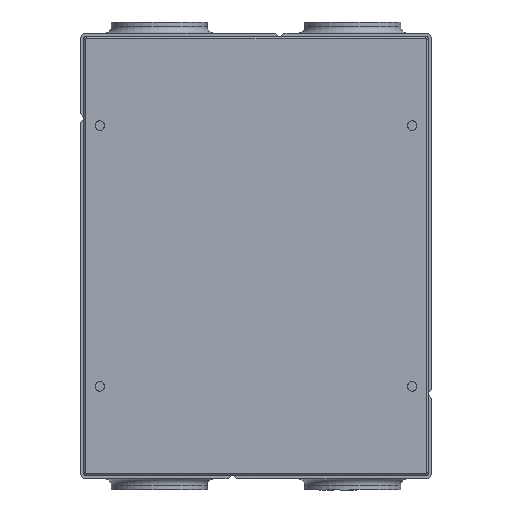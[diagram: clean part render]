
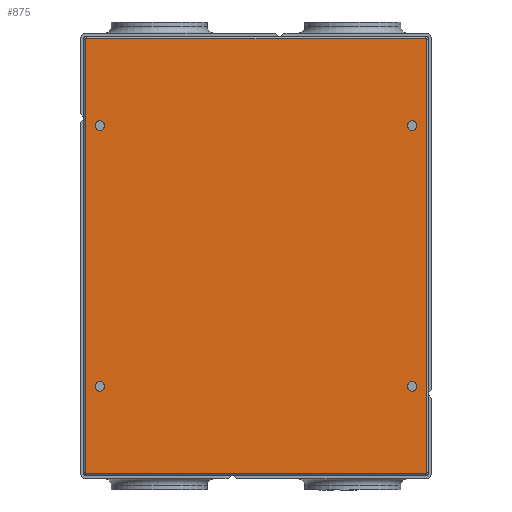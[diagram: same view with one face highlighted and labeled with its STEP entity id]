
A CAD part, front view. The second image highlights one B-rep face of the part: STEP entity #875.
In plain terms, the highlighted face is planar.
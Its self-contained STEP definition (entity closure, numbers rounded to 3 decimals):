
#795=FACE_BOUND('',#1041,.T.);
#796=FACE_BOUND('',#1042,.T.);
#797=FACE_BOUND('',#1043,.T.);
#798=FACE_BOUND('',#1044,.T.);
#799=FACE_BOUND('',#1045,.T.);
#875=ADVANCED_FACE('',(#795,#796,#797,#798,#799),#931,.T.);
#931=PLANE('',#1838);
#1041=EDGE_LOOP('',(#1283,#1284,#1285,#1286,#1287,#1288,#1289,#1290));
#1042=EDGE_LOOP('',(#1291));
#1043=EDGE_LOOP('',(#1292));
#1044=EDGE_LOOP('',(#1293));
#1045=EDGE_LOOP('',(#1294));
#1111=CIRCLE('',#1830,0.5);
#1112=CIRCLE('',#1831,0.5);
#1113=CIRCLE('',#1832,0.5);
#1114=CIRCLE('',#1833,0.5);
#1115=CIRCLE('',#1834,3.);
#1116=CIRCLE('',#1835,3.);
#1117=CIRCLE('',#1836,3.);
#1118=CIRCLE('',#1837,3.);
#1283=ORIENTED_EDGE('',*,*,#1559,.T.);
#1284=ORIENTED_EDGE('',*,*,#1560,.T.);
#1285=ORIENTED_EDGE('',*,*,#1561,.T.);
#1286=ORIENTED_EDGE('',*,*,#1562,.T.);
#1287=ORIENTED_EDGE('',*,*,#1563,.T.);
#1288=ORIENTED_EDGE('',*,*,#1564,.T.);
#1289=ORIENTED_EDGE('',*,*,#1565,.T.);
#1290=ORIENTED_EDGE('',*,*,#1566,.T.);
#1291=ORIENTED_EDGE('',*,*,#1567,.F.);
#1292=ORIENTED_EDGE('',*,*,#1568,.F.);
#1293=ORIENTED_EDGE('',*,*,#1569,.F.);
#1294=ORIENTED_EDGE('',*,*,#1570,.T.);
#1447=VERTEX_POINT('',#2390);
#1448=VERTEX_POINT('',#2391);
#1449=VERTEX_POINT('',#2393);
#1450=VERTEX_POINT('',#2395);
#1451=VERTEX_POINT('',#2397);
#1452=VERTEX_POINT('',#2399);
#1453=VERTEX_POINT('',#2401);
#1454=VERTEX_POINT('',#2403);
#1455=VERTEX_POINT('',#2406);
#1456=VERTEX_POINT('',#2408);
#1457=VERTEX_POINT('',#2410);
#1458=VERTEX_POINT('',#2412);
#1559=EDGE_CURVE('',#1447,#1448,#1667,.T.);
#1560=EDGE_CURVE('',#1448,#1449,#1111,.T.);
#1561=EDGE_CURVE('',#1449,#1450,#1668,.T.);
#1562=EDGE_CURVE('',#1450,#1451,#1112,.T.);
#1563=EDGE_CURVE('',#1451,#1452,#1669,.T.);
#1564=EDGE_CURVE('',#1452,#1453,#1113,.T.);
#1565=EDGE_CURVE('',#1453,#1454,#1670,.T.);
#1566=EDGE_CURVE('',#1454,#1447,#1114,.T.);
#1567=EDGE_CURVE('',#1455,#1455,#1115,.T.);
#1568=EDGE_CURVE('',#1456,#1456,#1116,.T.);
#1569=EDGE_CURVE('',#1457,#1457,#1117,.T.);
#1570=EDGE_CURVE('',#1458,#1458,#1118,.T.);
#1667=LINE('',#2389,#1747);
#1668=LINE('',#2394,#1748);
#1669=LINE('',#2398,#1749);
#1670=LINE('',#2402,#1750);
#1747=VECTOR('',#2062,1.);
#1748=VECTOR('',#2065,1.);
#1749=VECTOR('',#2068,1.);
#1750=VECTOR('',#2071,1.);
#1830=AXIS2_PLACEMENT_3D('',#2392,#2063,#2064);
#1831=AXIS2_PLACEMENT_3D('',#2396,#2066,#2067);
#1832=AXIS2_PLACEMENT_3D('',#2400,#2069,#2070);
#1833=AXIS2_PLACEMENT_3D('',#2404,#2072,#2073);
#1834=AXIS2_PLACEMENT_3D('',#2405,#2074,#2075);
#1835=AXIS2_PLACEMENT_3D('',#2407,#2076,#2077);
#1836=AXIS2_PLACEMENT_3D('',#2409,#2078,#2079);
#1837=AXIS2_PLACEMENT_3D('',#2411,#2080,#2081);
#1838=AXIS2_PLACEMENT_3D('',#2413,#2082,#2083);
#2062=DIRECTION('',(1.,0.,0.));
#2063=DIRECTION('',(0.,0.,1.));
#2064=DIRECTION('',(1.,0.,0.));
#2065=DIRECTION('',(0.,1.,0.));
#2066=DIRECTION('',(0.,0.,1.));
#2067=DIRECTION('',(1.,0.,0.));
#2068=DIRECTION('',(-1.,0.,0.));
#2069=DIRECTION('',(0.,0.,1.));
#2070=DIRECTION('',(1.,0.,0.));
#2071=DIRECTION('',(0.,-1.,0.));
#2072=DIRECTION('',(0.,0.,1.));
#2073=DIRECTION('',(1.,0.,0.));
#2074=DIRECTION('',(0.,0.,1.));
#2075=DIRECTION('',(0.,1.,0.));
#2076=DIRECTION('',(0.,0.,1.));
#2077=DIRECTION('',(0.,1.,0.));
#2078=DIRECTION('',(0.,0.,1.));
#2079=DIRECTION('',(0.,1.,0.));
#2080=DIRECTION('',(0.,0.,-1.));
#2081=DIRECTION('',(0.,1.,0.));
#2082=DIRECTION('',(0.,0.,1.));
#2083=DIRECTION('',(1.,0.,0.));
#2389=CARTESIAN_POINT('',(137.,-107.705,3.));
#2390=CARTESIAN_POINT('',(-137.,-107.705,3.));
#2391=CARTESIAN_POINT('',(137.,-107.705,3.));
#2392=CARTESIAN_POINT('',(137.,-107.205,3.));
#2393=CARTESIAN_POINT('',(137.5,-107.205,3.));
#2394=CARTESIAN_POINT('',(137.5,107.205,3.));
#2395=CARTESIAN_POINT('',(137.5,107.205,3.));
#2396=CARTESIAN_POINT('',(137.,107.205,3.));
#2397=CARTESIAN_POINT('',(137.,107.705,3.));
#2398=CARTESIAN_POINT('',(-137.,107.705,3.));
#2399=CARTESIAN_POINT('',(-137.,107.705,3.));
#2400=CARTESIAN_POINT('',(-137.,107.205,3.));
#2401=CARTESIAN_POINT('',(-137.5,107.205,3.));
#2402=CARTESIAN_POINT('',(-137.5,-107.205,3.));
#2403=CARTESIAN_POINT('',(-137.5,-107.205,3.));
#2404=CARTESIAN_POINT('',(-137.,-107.205,3.));
#2405=CARTESIAN_POINT('',(82.498,98.794,3.));
#2406=CARTESIAN_POINT('',(82.498,101.794,3.));
#2407=CARTESIAN_POINT('',(-82.498,-98.794,3.));
#2408=CARTESIAN_POINT('',(-82.498,-95.794,3.));
#2409=CARTESIAN_POINT('',(-82.498,98.794,3.));
#2410=CARTESIAN_POINT('',(-82.498,101.794,3.));
#2411=CARTESIAN_POINT('',(82.498,-98.794,3.));
#2412=CARTESIAN_POINT('',(82.498,-95.794,3.));
#2413=CARTESIAN_POINT('',(0.,0.,3.));
